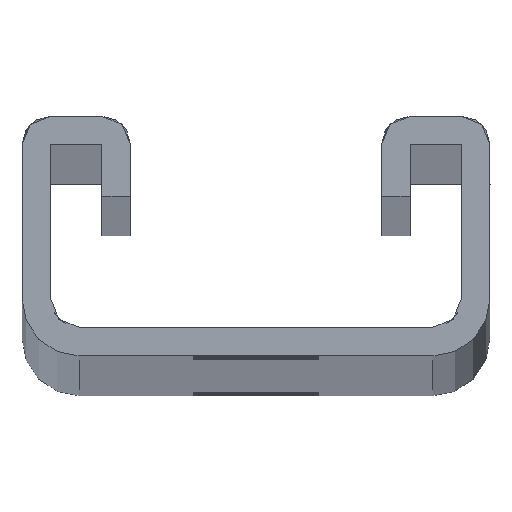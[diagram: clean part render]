
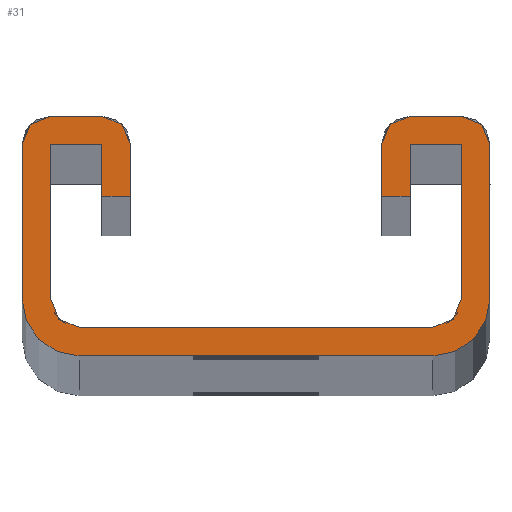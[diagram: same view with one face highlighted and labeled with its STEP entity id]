
A CAD part, top view. The second image highlights one B-rep face of the part: STEP entity #31.
In plain terms, the highlighted planar face has unit normal (0, 0, 1).
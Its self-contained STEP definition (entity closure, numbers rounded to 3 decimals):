
#31=ADVANCED_FACE('',(#91),#1051,.T.);
#91=FACE_OUTER_BOUND('',#151,.T.);
#151=EDGE_LOOP('',(#227,#228,#229,#230,#231,#232,#233,#234,#235,#236,#237,
#238,#239,#240,#241,#242,#243,#244,#245,#246,#247,#248,#249,#250));
#227=ORIENTED_EDGE('',*,*,#684,.F.);
#228=ORIENTED_EDGE('',*,*,#682,.T.);
#229=ORIENTED_EDGE('',*,*,#615,.F.);
#230=ORIENTED_EDGE('',*,*,#614,.T.);
#231=ORIENTED_EDGE('',*,*,#611,.T.);
#232=ORIENTED_EDGE('',*,*,#618,.T.);
#233=ORIENTED_EDGE('',*,*,#606,.F.);
#234=ORIENTED_EDGE('',*,*,#604,.F.);
#235=ORIENTED_EDGE('',*,*,#600,.F.);
#236=ORIENTED_EDGE('',*,*,#596,.F.);
#237=ORIENTED_EDGE('',*,*,#621,.F.);
#238=ORIENTED_EDGE('',*,*,#659,.F.);
#239=ORIENTED_EDGE('',*,*,#668,.F.);
#240=ORIENTED_EDGE('',*,*,#664,.F.);
#241=ORIENTED_EDGE('',*,*,#580,.F.);
#242=ORIENTED_EDGE('',*,*,#578,.F.);
#243=ORIENTED_EDGE('',*,*,#576,.F.);
#244=ORIENTED_EDGE('',*,*,#572,.F.);
#245=ORIENTED_EDGE('',*,*,#569,.F.);
#246=ORIENTED_EDGE('',*,*,#590,.T.);
#247=ORIENTED_EDGE('',*,*,#587,.T.);
#248=ORIENTED_EDGE('',*,*,#585,.T.);
#249=ORIENTED_EDGE('',*,*,#594,.F.);
#250=ORIENTED_EDGE('',*,*,#687,.T.);
#569=EDGE_CURVE('',#911,#918,#803,.T.);
#572=EDGE_CURVE('',#918,#920,#738,.T.);
#576=EDGE_CURVE('',#920,#922,#808,.T.);
#578=EDGE_CURVE('',#922,#924,#740,.T.);
#580=EDGE_CURVE('',#924,#928,#810,.T.);
#585=EDGE_CURVE('',#909,#908,#815,.T.);
#587=EDGE_CURVE('',#910,#909,#817,.T.);
#590=EDGE_CURVE('',#911,#910,#820,.T.);
#594=EDGE_CURVE('',#931,#908,#824,.T.);
#596=EDGE_CURVE('',#934,#935,#742,.T.);
#600=EDGE_CURVE('',#935,#937,#828,.T.);
#604=EDGE_CURVE('',#937,#939,#744,.T.);
#606=EDGE_CURVE('',#939,#912,#832,.T.);
#611=EDGE_CURVE('',#914,#913,#837,.T.);
#614=EDGE_CURVE('',#915,#914,#840,.T.);
#615=EDGE_CURVE('',#915,#944,#841,.T.);
#618=EDGE_CURVE('',#913,#912,#844,.T.);
#621=EDGE_CURVE('',#947,#934,#847,.T.);
#659=EDGE_CURVE('',#973,#947,#758,.T.);
#664=EDGE_CURVE('',#928,#975,#760,.T.);
#668=EDGE_CURVE('',#975,#973,#878,.T.);
#682=EDGE_CURVE('',#985,#944,#766,.T.);
#684=EDGE_CURVE('',#985,#907,#888,.T.);
#687=EDGE_CURVE('',#931,#907,#768,.T.);
#738=(
BOUNDED_CURVE()
B_SPLINE_CURVE(2,(#1728,#1729,#1730),.UNSPECIFIED.,.F.,.F.)
B_SPLINE_CURVE_WITH_KNOTS((3,3),(-3.149,-1.563),
 .UNSPECIFIED.)
CURVE()
GEOMETRIC_REPRESENTATION_ITEM()
RATIONAL_B_SPLINE_CURVE((1.,0.707,1.))
REPRESENTATION_ITEM('')
);
#740=(
BOUNDED_CURVE()
B_SPLINE_CURVE(2,(#1742,#1743,#1744),.UNSPECIFIED.,.F.,.F.)
B_SPLINE_CURVE_WITH_KNOTS((3,3),(-4.72,-3.134),
 .UNSPECIFIED.)
CURVE()
GEOMETRIC_REPRESENTATION_ITEM()
RATIONAL_B_SPLINE_CURVE((1.,0.707,1.))
REPRESENTATION_ITEM('')
);
#742=(
BOUNDED_CURVE()
B_SPLINE_CURVE(2,(#1780,#1781,#1782),.UNSPECIFIED.,.F.,.F.)
B_SPLINE_CURVE_WITH_KNOTS((3,3),(-3.149,-1.563),
 .UNSPECIFIED.)
CURVE()
GEOMETRIC_REPRESENTATION_ITEM()
RATIONAL_B_SPLINE_CURVE((1.,0.707,1.))
REPRESENTATION_ITEM('')
);
#744=(
BOUNDED_CURVE()
B_SPLINE_CURVE(2,(#1798,#1799,#1800),.UNSPECIFIED.,.F.,.F.)
B_SPLINE_CURVE_WITH_KNOTS((3,3),(-4.72,-3.134),
 .UNSPECIFIED.)
CURVE()
GEOMETRIC_REPRESENTATION_ITEM()
RATIONAL_B_SPLINE_CURVE((1.,0.707,1.))
REPRESENTATION_ITEM('')
);
#758=(
BOUNDED_CURVE()
B_SPLINE_CURVE(2,(#1946,#1947,#1948),.UNSPECIFIED.,.F.,.F.)
B_SPLINE_CURVE_WITH_KNOTS((3,3),(-4.72,-3.134),
 .UNSPECIFIED.)
CURVE()
GEOMETRIC_REPRESENTATION_ITEM()
RATIONAL_B_SPLINE_CURVE((1.,0.707,1.))
REPRESENTATION_ITEM('')
);
#760=(
BOUNDED_CURVE()
B_SPLINE_CURVE(2,(#1958,#1959,#1960),.UNSPECIFIED.,.F.,.F.)
B_SPLINE_CURVE_WITH_KNOTS((3,3),(-3.149,-1.563),
 .UNSPECIFIED.)
CURVE()
GEOMETRIC_REPRESENTATION_ITEM()
RATIONAL_B_SPLINE_CURVE((1.,0.707,1.))
REPRESENTATION_ITEM('')
);
#766=(
BOUNDED_CURVE()
B_SPLINE_CURVE(2,(#2008,#2009,#2010),.UNSPECIFIED.,.F.,.F.)
B_SPLINE_CURVE_WITH_KNOTS((3,3),(-4.72,-3.134),
 .UNSPECIFIED.)
CURVE()
GEOMETRIC_REPRESENTATION_ITEM()
RATIONAL_B_SPLINE_CURVE((1.,0.707,1.))
REPRESENTATION_ITEM('')
);
#768=(
BOUNDED_CURVE()
B_SPLINE_CURVE(2,(#2020,#2021,#2022),.UNSPECIFIED.,.F.,.F.)
B_SPLINE_CURVE_WITH_KNOTS((3,3),(-3.149,-1.563),
 .UNSPECIFIED.)
CURVE()
GEOMETRIC_REPRESENTATION_ITEM()
RATIONAL_B_SPLINE_CURVE((1.,0.707,1.))
REPRESENTATION_ITEM('')
);
#803=B_SPLINE_CURVE_WITH_KNOTS('',1,(#1721,#1722),.UNSPECIFIED.,.F.,.F.,
(2,2),(-4.523,0.023),.UNSPECIFIED.);
#808=B_SPLINE_CURVE_WITH_KNOTS('',1,(#1737,#1738),.UNSPECIFIED.,.F.,.F.,
(2,2),(2150.478,2155.023),.UNSPECIFIED.);
#810=B_SPLINE_CURVE_WITH_KNOTS('',1,(#1747,#1748),.UNSPECIFIED.,.F.,.F.,
(2,2),(-33.5,-20.),.UNSPECIFIED.);
#815=B_SPLINE_CURVE_WITH_KNOTS('',1,(#1757,#1758),.UNSPECIFIED.,.F.,.F.,
(2,2),(2150.489,2155.022),.UNSPECIFIED.);
#817=B_SPLINE_CURVE_WITH_KNOTS('',1,(#1761,#1762),.UNSPECIFIED.,.F.,.F.,
(2,2),(-0.023,4.523),.UNSPECIFIED.);
#820=B_SPLINE_CURVE_WITH_KNOTS('',1,(#1767,#1768),.UNSPECIFIED.,.F.,.F.,
(2,2),(2147.987,2150.524),.UNSPECIFIED.);
#824=B_SPLINE_CURVE_WITH_KNOTS('',1,(#1775,#1776),.UNSPECIFIED.,.F.,.F.,
(2,2),(-13.5,0.),.UNSPECIFIED.);
#828=B_SPLINE_CURVE_WITH_KNOTS('',1,(#1789,#1790),.UNSPECIFIED.,.F.,.F.,
(2,2),(2118.978,2123.523),.UNSPECIFIED.);
#832=B_SPLINE_CURVE_WITH_KNOTS('',1,(#1803,#1804),.UNSPECIFIED.,.F.,.F.,
(2,2),(-4.523,0.023),.UNSPECIFIED.);
#837=B_SPLINE_CURVE_WITH_KNOTS('',1,(#1813,#1814),.UNSPECIFIED.,.F.,.F.,
(2,2),(-0.023,4.523),.UNSPECIFIED.);
#840=B_SPLINE_CURVE_WITH_KNOTS('',1,(#1819,#1820),.UNSPECIFIED.,.F.,.F.,
(2,2),(2118.978,2123.511),.UNSPECIFIED.);
#841=B_SPLINE_CURVE_WITH_KNOTS('',1,(#1821,#1822),.UNSPECIFIED.,.F.,.F.,
(2,2),(-33.5,-20.),.UNSPECIFIED.);
#844=B_SPLINE_CURVE_WITH_KNOTS('',1,(#1827,#1828),.UNSPECIFIED.,.F.,.F.,
(2,2),(2123.476,2126.013),.UNSPECIFIED.);
#847=B_SPLINE_CURVE_WITH_KNOTS('',1,(#1833,#1834),.UNSPECIFIED.,.F.,.F.,
(2,2),(-13.5,0.),.UNSPECIFIED.);
#878=B_SPLINE_CURVE_WITH_KNOTS('',1,(#1967,#1968),.UNSPECIFIED.,.F.,.F.,
(2,2),(-2152.655,-2121.345),.UNSPECIFIED.);
#888=B_SPLINE_CURVE_WITH_KNOTS('',1,(#2013,#2014),.UNSPECIFIED.,.F.,.F.,
(2,2),(2121.345,2152.655),.UNSPECIFIED.);
#907=VERTEX_POINT('',#1605);
#908=VERTEX_POINT('',#1606);
#909=VERTEX_POINT('',#1607);
#910=VERTEX_POINT('',#1608);
#911=VERTEX_POINT('',#1609);
#912=VERTEX_POINT('',#1610);
#913=VERTEX_POINT('',#1611);
#914=VERTEX_POINT('',#1612);
#915=VERTEX_POINT('',#1613);
#918=VERTEX_POINT('',#1616);
#920=VERTEX_POINT('',#1618);
#922=VERTEX_POINT('',#1620);
#924=VERTEX_POINT('',#1622);
#928=VERTEX_POINT('',#1626);
#931=VERTEX_POINT('',#1629);
#934=VERTEX_POINT('',#1632);
#935=VERTEX_POINT('',#1633);
#937=VERTEX_POINT('',#1635);
#939=VERTEX_POINT('',#1637);
#944=VERTEX_POINT('',#1642);
#947=VERTEX_POINT('',#1645);
#973=VERTEX_POINT('',#1671);
#975=VERTEX_POINT('',#1673);
#985=VERTEX_POINT('',#1683);
#1051=PLANE('',#1099);
#1099=AXIS2_PLACEMENT_3D('',#1161,#1130,$);
#1130=DIRECTION('',(0.,0.,1.));
#1161=CARTESIAN_POINT('',(-20.91,-0.21,1000.));
#1605=CARTESIAN_POINT('',(15.5,2.5,1000.));
#1606=CARTESIAN_POINT('',(18.,18.5,1000.));
#1607=CARTESIAN_POINT('',(13.511,18.5,1000.));
#1608=CARTESIAN_POINT('',(13.511,14.,1000.));
#1609=CARTESIAN_POINT('',(11.,14.,1000.));
#1610=CARTESIAN_POINT('',(-11.,14.,1000.));
#1611=CARTESIAN_POINT('',(-13.511,14.,1000.));
#1612=CARTESIAN_POINT('',(-13.511,18.5,1000.));
#1613=CARTESIAN_POINT('',(-18.,18.5,1000.));
#1616=CARTESIAN_POINT('',(11.,18.5,1000.));
#1618=CARTESIAN_POINT('',(13.5,21.,1000.));
#1620=CARTESIAN_POINT('',(18.,21.,1000.));
#1622=CARTESIAN_POINT('',(20.5,18.5,1000.));
#1626=CARTESIAN_POINT('',(20.5,5.,1000.));
#1629=CARTESIAN_POINT('',(18.,5.,1000.));
#1632=CARTESIAN_POINT('',(-20.5,18.5,1000.));
#1633=CARTESIAN_POINT('',(-18.,21.,1000.));
#1635=CARTESIAN_POINT('',(-13.5,21.,1000.));
#1637=CARTESIAN_POINT('',(-11.,18.5,1000.));
#1642=CARTESIAN_POINT('',(-18.,5.,1000.));
#1645=CARTESIAN_POINT('',(-20.5,5.,1000.));
#1671=CARTESIAN_POINT('',(-15.5,0.,1000.));
#1673=CARTESIAN_POINT('',(15.5,0.,1000.));
#1683=CARTESIAN_POINT('',(-15.5,2.5,1000.));
#1721=CARTESIAN_POINT('',(11.,14.,1000.));
#1722=CARTESIAN_POINT('',(11.,18.5,1000.));
#1728=CARTESIAN_POINT('',(11.,18.5,1000.));
#1729=CARTESIAN_POINT('',(11.,21.,1000.));
#1730=CARTESIAN_POINT('',(13.5,21.,1000.));
#1737=CARTESIAN_POINT('',(13.5,21.,1000.));
#1738=CARTESIAN_POINT('',(18.,21.,1000.));
#1742=CARTESIAN_POINT('',(18.,21.,1000.));
#1743=CARTESIAN_POINT('',(20.5,21.,1000.));
#1744=CARTESIAN_POINT('',(20.5,18.5,1000.));
#1747=CARTESIAN_POINT('',(20.5,18.5,1000.));
#1748=CARTESIAN_POINT('',(20.5,5.,1000.));
#1757=CARTESIAN_POINT('',(13.511,18.5,1000.));
#1758=CARTESIAN_POINT('',(18.,18.5,1000.));
#1761=CARTESIAN_POINT('',(13.511,14.,1000.));
#1762=CARTESIAN_POINT('',(13.511,18.5,1000.));
#1767=CARTESIAN_POINT('',(11.,14.,1000.));
#1768=CARTESIAN_POINT('',(13.511,14.,1000.));
#1775=CARTESIAN_POINT('',(18.,5.,1000.));
#1776=CARTESIAN_POINT('',(18.,18.5,1000.));
#1780=CARTESIAN_POINT('',(-20.5,18.5,1000.));
#1781=CARTESIAN_POINT('',(-20.5,21.,1000.));
#1782=CARTESIAN_POINT('',(-18.,21.,1000.));
#1789=CARTESIAN_POINT('',(-18.,21.,1000.));
#1790=CARTESIAN_POINT('',(-13.5,21.,1000.));
#1798=CARTESIAN_POINT('',(-13.5,21.,1000.));
#1799=CARTESIAN_POINT('',(-11.,21.,1000.));
#1800=CARTESIAN_POINT('',(-11.,18.5,1000.));
#1803=CARTESIAN_POINT('',(-11.,18.5,1000.));
#1804=CARTESIAN_POINT('',(-11.,14.,1000.));
#1813=CARTESIAN_POINT('',(-13.511,18.5,1000.));
#1814=CARTESIAN_POINT('',(-13.511,14.,1000.));
#1819=CARTESIAN_POINT('',(-18.,18.5,1000.));
#1820=CARTESIAN_POINT('',(-13.511,18.5,1000.));
#1821=CARTESIAN_POINT('',(-18.,18.5,1000.));
#1822=CARTESIAN_POINT('',(-18.,5.,1000.));
#1827=CARTESIAN_POINT('',(-13.511,14.,1000.));
#1828=CARTESIAN_POINT('',(-11.,14.,1000.));
#1833=CARTESIAN_POINT('',(-20.5,5.,1000.));
#1834=CARTESIAN_POINT('',(-20.5,18.5,1000.));
#1946=CARTESIAN_POINT('',(-15.5,0.,1000.));
#1947=CARTESIAN_POINT('',(-20.5,0.,1000.));
#1948=CARTESIAN_POINT('',(-20.5,5.,1000.));
#1958=CARTESIAN_POINT('',(20.5,5.,1000.));
#1959=CARTESIAN_POINT('',(20.5,0.,1000.));
#1960=CARTESIAN_POINT('',(15.5,0.,1000.));
#1967=CARTESIAN_POINT('',(15.5,0.,1000.));
#1968=CARTESIAN_POINT('',(-15.5,0.,1000.));
#2008=CARTESIAN_POINT('',(-15.5,2.5,1000.));
#2009=CARTESIAN_POINT('',(-18.,2.5,1000.));
#2010=CARTESIAN_POINT('',(-18.,5.,1000.));
#2013=CARTESIAN_POINT('',(-15.5,2.5,1000.));
#2014=CARTESIAN_POINT('',(15.5,2.5,1000.));
#2020=CARTESIAN_POINT('',(18.,5.,1000.));
#2021=CARTESIAN_POINT('',(18.,2.5,1000.));
#2022=CARTESIAN_POINT('',(15.5,2.5,1000.));
